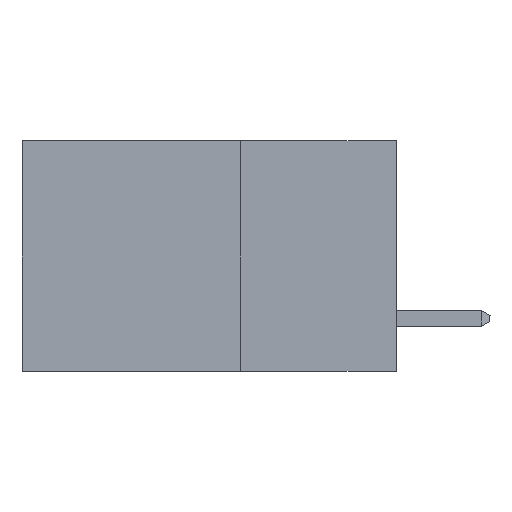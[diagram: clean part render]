
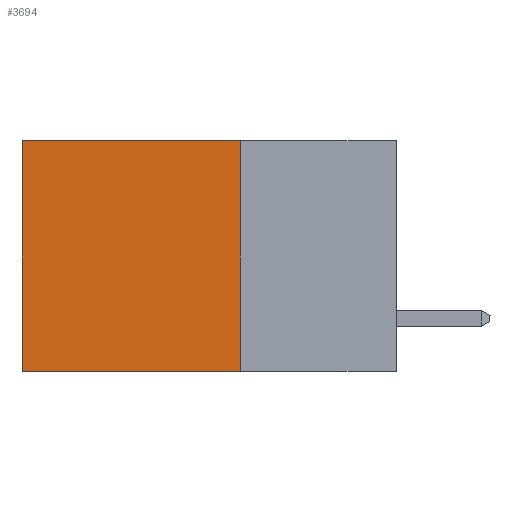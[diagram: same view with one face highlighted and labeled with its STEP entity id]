
A CAD part, left-side view. The second image highlights one B-rep face of the part: STEP entity #3694.
In plain terms, the highlighted planar face has unit normal (-1, 0, 0).
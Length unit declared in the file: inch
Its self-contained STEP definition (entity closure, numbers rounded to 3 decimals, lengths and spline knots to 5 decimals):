
#532 = DIRECTION ( 'NONE',  ( 0., 0., -1. ) ) ;
#611 = CARTESIAN_POINT ( 'NONE',  ( 0.2615, 0.25, -0.37 ) ) ;
#732 = CARTESIAN_POINT ( 'NONE',  ( 0.2615, 0.25, 0. ) ) ;
#1074 = CARTESIAN_POINT ( 'NONE',  ( 0.2615, 0.25, -0.37 ) ) ;
#1204 = LINE ( 'NONE', #8715, #4971 ) ;
#1278 = LINE ( 'NONE', #732, #5288 ) ;
#1706 = ORIENTED_EDGE ( 'NONE', *, *, #7107, .F. ) ;
#2373 = DIRECTION ( 'NONE',  ( 0., 1., 0. ) ) ;
#3084 = DIRECTION ( 'NONE',  ( 0., 1., 0. ) ) ;
#3694 = ADVANCED_FACE ( 'NONE', ( #7594 ), #9819, .F. ) ;
#3947 = CARTESIAN_POINT ( 'NONE',  ( 0.2615, 0.25, 0. ) ) ;
#4035 = VECTOR ( 'NONE', #3084, 39.37008 ) ;
#4183 = DIRECTION ( 'NONE',  ( 0., 0., -1. ) ) ;
#4448 = VERTEX_POINT ( 'NONE', #3947 ) ;
#4483 = VERTEX_POINT ( 'NONE', #8531 ) ;
#4971 = VECTOR ( 'NONE', #4183, 39.37008 ) ;
#5061 = CARTESIAN_POINT ( 'NONE',  ( 0.2615, 0.6, -0.37 ) ) ;
#5288 = VECTOR ( 'NONE', #2373, 39.37008 ) ;
#5347 = DIRECTION ( 'NONE',  ( 1., 0., 0. ) ) ;
#5482 = ORIENTED_EDGE ( 'NONE', *, *, #6976, .T. ) ;
#6053 = VECTOR ( 'NONE', #6628, 39.37008 ) ;
#6074 = LINE ( 'NONE', #611, #4035 ) ;
#6127 = CARTESIAN_POINT ( 'NONE',  ( 0.2615, 0.6, 0. ) ) ;
#6193 = EDGE_CURVE ( 'NONE', #4483, #6480, #6074, .T. ) ;
#6480 = VERTEX_POINT ( 'NONE', #5061 ) ;
#6628 = DIRECTION ( 'NONE',  ( 0., 0., -1. ) ) ;
#6976 = EDGE_CURVE ( 'NONE', #7343, #6480, #1204, .T. ) ;
#7107 = EDGE_CURVE ( 'NONE', #4448, #4483, #9558, .T. ) ;
#7343 = VERTEX_POINT ( 'NONE', #6127 ) ;
#7594 = FACE_OUTER_BOUND ( 'NONE', #8542, .T. ) ;
#7972 = ORIENTED_EDGE ( 'NONE', *, *, #6193, .F. ) ;
#8531 = CARTESIAN_POINT ( 'NONE',  ( 0.2615, 0.25, -0.37 ) ) ;
#8542 = EDGE_LOOP ( 'NONE', ( #5482, #7972, #1706, #9383 ) ) ;
#8715 = CARTESIAN_POINT ( 'NONE',  ( 0.2615, 0.6, -0.37 ) ) ;
#9078 = CARTESIAN_POINT ( 'NONE',  ( 0.2615, 0.25, -0.37 ) ) ;
#9383 = ORIENTED_EDGE ( 'NONE', *, *, #9850, .T. ) ;
#9558 = LINE ( 'NONE', #1074, #6053 ) ;
#9783 = AXIS2_PLACEMENT_3D ( 'NONE', #9078, #5347, #532 ) ;
#9819 = PLANE ( 'NONE',  #9783 ) ;
#9850 = EDGE_CURVE ( 'NONE', #4448, #7343, #1278, .T. ) ;
